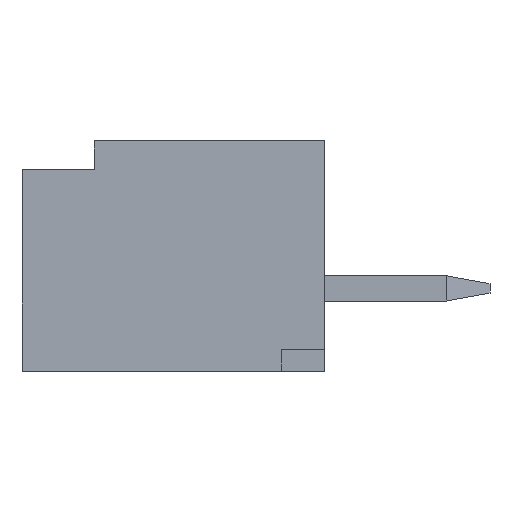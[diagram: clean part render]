
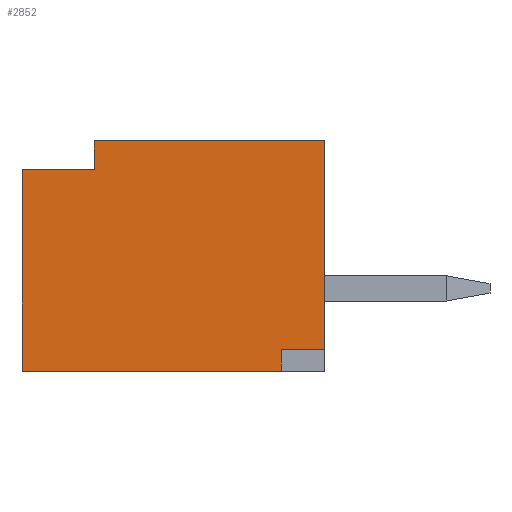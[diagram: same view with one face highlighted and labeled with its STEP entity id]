
A CAD part, left-side view. The second image highlights one B-rep face of the part: STEP entity #2852.
In plain terms, the highlighted planar face has unit normal (-1, 0, 0).
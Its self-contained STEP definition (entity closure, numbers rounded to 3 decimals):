
#228 = ORIENTED_EDGE ( 'NONE', *, *, #2301, .F. ) ;
#258 = PLANE ( 'NONE',  #1857 ) ;
#364 = ORIENTED_EDGE ( 'NONE', *, *, #3419, .F. ) ;
#538 = CARTESIAN_POINT ( 'NONE',  ( -3.375, -0.025, 1.2 ) ) ;
#734 = DIRECTION ( 'NONE',  ( 0., 1., 0. ) ) ;
#796 = EDGE_LOOP ( 'NONE', ( #1815, #2538, #1423, #1918, #228, #364, #1187, #1877 ) ) ;
#889 = CARTESIAN_POINT ( 'NONE',  ( -3.375, 0., 1.6 ) ) ;
#1057 = LINE ( 'NONE', #2883, #4524 ) ;
#1119 = EDGE_CURVE ( 'NONE', #1173, #2103, #1057, .T. ) ;
#1173 = VERTEX_POINT ( 'NONE', #1777 ) ;
#1187 = ORIENTED_EDGE ( 'NONE', *, *, #2022, .F. ) ;
#1312 = DIRECTION ( 'NONE',  ( 0., 0., 1. ) ) ;
#1333 = EDGE_CURVE ( 'NONE', #3390, #4347, #4359, .T. ) ;
#1404 = CARTESIAN_POINT ( 'NONE',  ( -3.375, -3.225, -1.6 ) ) ;
#1423 = ORIENTED_EDGE ( 'NONE', *, *, #4692, .F. ) ;
#1536 = CARTESIAN_POINT ( 'NONE',  ( -3.375, 0., -1.3 ) ) ;
#1686 = LINE ( 'NONE', #1536, #1748 ) ;
#1748 = VECTOR ( 'NONE', #734, 1000. ) ;
#1777 = CARTESIAN_POINT ( 'NONE',  ( -3.375, 0.975, -1.6 ) ) ;
#1815 = ORIENTED_EDGE ( 'NONE', *, *, #2662, .F. ) ;
#1857 = AXIS2_PLACEMENT_3D ( 'NONE', #4446, #2473, #4012 ) ;
#1877 = ORIENTED_EDGE ( 'NONE', *, *, #1333, .F. ) ;
#1918 = ORIENTED_EDGE ( 'NONE', *, *, #1119, .F. ) ;
#2022 = EDGE_CURVE ( 'NONE', #4347, #2955, #1686, .T. ) ;
#2057 = LINE ( 'NONE', #4564, #2838 ) ;
#2103 = VERTEX_POINT ( 'NONE', #3081 ) ;
#2129 = CARTESIAN_POINT ( 'NONE',  ( -3.375, -2.625, 0. ) ) ;
#2188 = VECTOR ( 'NONE', #4025, 1000. ) ;
#2301 = EDGE_CURVE ( 'NONE', #2676, #1173, #3868, .T. ) ;
#2346 = DIRECTION ( 'NONE',  ( 0., -1., 0. ) ) ;
#2380 = LINE ( 'NONE', #889, #2560 ) ;
#2421 = CARTESIAN_POINT ( 'NONE',  ( -3.375, -3.225, 1.6 ) ) ;
#2438 = CARTESIAN_POINT ( 'NONE',  ( -3.375, -0.025, 0. ) ) ;
#2473 = DIRECTION ( 'NONE',  ( 1., 0., 0. ) ) ;
#2538 = ORIENTED_EDGE ( 'NONE', *, *, #4301, .F. ) ;
#2560 = VECTOR ( 'NONE', #2346, 1000. ) ;
#2662 = EDGE_CURVE ( 'NONE', #3327, #3390, #2380, .T. ) ;
#2676 = VERTEX_POINT ( 'NONE', #4241 ) ;
#2716 = DIRECTION ( 'NONE',  ( 0., -1., 0. ) ) ;
#2838 = VECTOR ( 'NONE', #2716, 1000. ) ;
#2852 = ADVANCED_FACE ( 'NONE', ( #2971 ), #258, .F. ) ;
#2883 = CARTESIAN_POINT ( 'NONE',  ( -3.375, 0.975, -1.6 ) ) ;
#2890 = DIRECTION ( 'NONE',  ( 0., 1., 0. ) ) ;
#2955 = VERTEX_POINT ( 'NONE', #4518 ) ;
#2971 = FACE_OUTER_BOUND ( 'NONE', #796, .T. ) ;
#3025 = DIRECTION ( 'NONE',  ( 0., 0., -1. ) ) ;
#3078 = VECTOR ( 'NONE', #4362, 1000. ) ;
#3081 = CARTESIAN_POINT ( 'NONE',  ( -3.375, 0.975, 1.2 ) ) ;
#3306 = VERTEX_POINT ( 'NONE', #538 ) ;
#3327 = VERTEX_POINT ( 'NONE', #4006 ) ;
#3390 = VERTEX_POINT ( 'NONE', #2421 ) ;
#3419 = EDGE_CURVE ( 'NONE', #2955, #2676, #4745, .T. ) ;
#3586 = CARTESIAN_POINT ( 'NONE',  ( -3.375, -3.225, -1.3 ) ) ;
#3868 = LINE ( 'NONE', #1404, #3980 ) ;
#3980 = VECTOR ( 'NONE', #2890, 1000. ) ;
#4006 = CARTESIAN_POINT ( 'NONE',  ( -3.375, -0.025, 1.6 ) ) ;
#4012 = DIRECTION ( 'NONE',  ( 0., 0., -1. ) ) ;
#4025 = DIRECTION ( 'NONE',  ( 0., 0., -1. ) ) ;
#4082 = LINE ( 'NONE', #2438, #3078 ) ;
#4229 = VECTOR ( 'NONE', #3025, 1000. ) ;
#4241 = CARTESIAN_POINT ( 'NONE',  ( -3.375, -2.625, -1.6 ) ) ;
#4301 = EDGE_CURVE ( 'NONE', #3306, #3327, #4082, .T. ) ;
#4347 = VERTEX_POINT ( 'NONE', #3586 ) ;
#4359 = LINE ( 'NONE', #4861, #4229 ) ;
#4362 = DIRECTION ( 'NONE',  ( 0., 0., 1. ) ) ;
#4446 = CARTESIAN_POINT ( 'NONE',  ( -3.375, 0., 0. ) ) ;
#4518 = CARTESIAN_POINT ( 'NONE',  ( -3.375, -2.625, -1.3 ) ) ;
#4524 = VECTOR ( 'NONE', #1312, 1000. ) ;
#4564 = CARTESIAN_POINT ( 'NONE',  ( -3.375, 0., 1.2 ) ) ;
#4692 = EDGE_CURVE ( 'NONE', #2103, #3306, #2057, .T. ) ;
#4745 = LINE ( 'NONE', #2129, #2188 ) ;
#4861 = CARTESIAN_POINT ( 'NONE',  ( -3.375, -3.225, 0. ) ) ;
